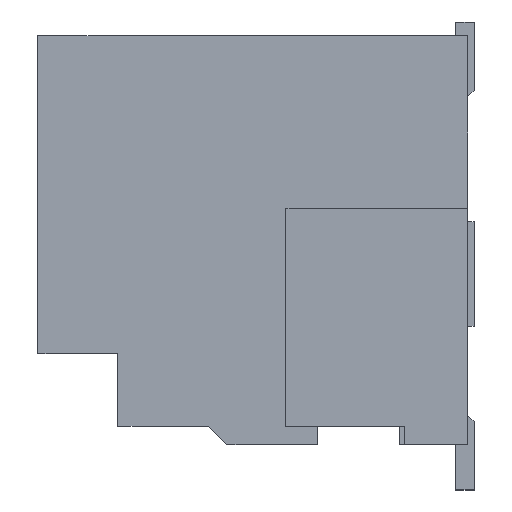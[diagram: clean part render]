
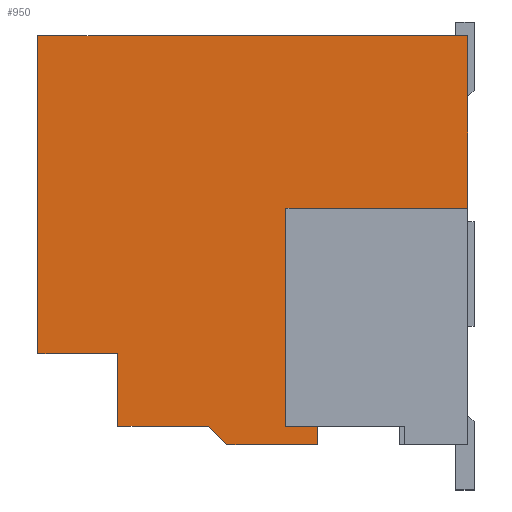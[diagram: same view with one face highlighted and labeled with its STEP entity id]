
A CAD part, left-side view. The second image highlights one B-rep face of the part: STEP entity #950.
In plain terms, the highlighted planar face has unit normal (-1, 0, 0).
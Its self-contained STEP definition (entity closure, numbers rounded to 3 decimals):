
#33 = EDGE_CURVE ( 'NONE', #34, #35, #2109, .T. ) ;
#34 = VERTEX_POINT ( 'NONE', #2105 ) ;
#35 = VERTEX_POINT ( 'NONE', #2104 ) ;
#133 = EDGE_CURVE ( 'NONE', #178, #134, #2321, .T. ) ;
#134 = VERTEX_POINT ( 'NONE', #2317 ) ;
#156 = VERTEX_POINT ( 'NONE', #2345 ) ;
#164 = EDGE_CURVE ( 'NONE', #156, #34, #2335, .T. ) ;
#178 = VERTEX_POINT ( 'NONE', #2372 ) ;
#231 = VERTEX_POINT ( 'NONE', #2425 ) ;
#237 = VERTEX_POINT ( 'NONE', #2483 ) ;
#239 = EDGE_CURVE ( 'NONE', #237, #231, #2482, .T. ) ;
#266 = VERTEX_POINT ( 'NONE', #2498 ) ;
#268 = EDGE_CURVE ( 'NONE', #266, #35, #2497, .T. ) ;
#273 = EDGE_CURVE ( 'NONE', #274, #134, #2552, .T. ) ;
#274 = VERTEX_POINT ( 'NONE', #2548 ) ;
#622 = VERTEX_POINT ( 'NONE', #3073 ) ;
#624 = EDGE_CURVE ( 'NONE', #622, #178, #3072, .T. ) ;
#656 = VERTEX_POINT ( 'NONE', #3147 ) ;
#658 = EDGE_CURVE ( 'NONE', #656, #622, #3146, .T. ) ;
#911 = EDGE_CURVE ( 'NONE', #266, #274, #3533, .T. ) ;
#916 = EDGE_CURVE ( 'NONE', #156, #237, #3529, .T. ) ;
#950 = ADVANCED_FACE ( 'NONE', ( #3615 ), #3614, .T. ) ;
#951 = EDGE_LOOP ( 'NONE', ( #952, #1012, #1013, #1014, #1015, #1016, #1017, #1018, #1019, #1020, #998, #1000 ) ) ;
#952 = ORIENTED_EDGE ( 'NONE', *, *, #916, .F. ) ;
#998 = ORIENTED_EDGE ( 'NONE', *, *, #999, .F. ) ;
#999 = EDGE_CURVE ( 'NONE', #231, #1022, #3664, .T. ) ;
#1000 = ORIENTED_EDGE ( 'NONE', *, *, #239, .F. ) ;
#1012 = ORIENTED_EDGE ( 'NONE', *, *, #164, .T. ) ;
#1013 = ORIENTED_EDGE ( 'NONE', *, *, #33, .T. ) ;
#1014 = ORIENTED_EDGE ( 'NONE', *, *, #268, .F. ) ;
#1015 = ORIENTED_EDGE ( 'NONE', *, *, #911, .T. ) ;
#1016 = ORIENTED_EDGE ( 'NONE', *, *, #273, .T. ) ;
#1017 = ORIENTED_EDGE ( 'NONE', *, *, #133, .F. ) ;
#1018 = ORIENTED_EDGE ( 'NONE', *, *, #624, .F. ) ;
#1019 = ORIENTED_EDGE ( 'NONE', *, *, #658, .F. ) ;
#1020 = ORIENTED_EDGE ( 'NONE', *, *, #1021, .F. ) ;
#1021 = EDGE_CURVE ( 'NONE', #1022, #656, #3704, .T. ) ;
#1022 = VERTEX_POINT ( 'NONE', #3700 ) ;
#2104 = CARTESIAN_POINT ( 'NONE',  ( -1.325, 1.65, 1.675 ) ) ;
#2105 = CARTESIAN_POINT ( 'NONE',  ( -1.325, 2.65, 1.675 ) ) ;
#2106 = DIRECTION ( 'NONE',  ( 0., -1., 0. ) ) ;
#2107 = VECTOR ( 'NONE', #2106, 1000. ) ;
#2108 = CARTESIAN_POINT ( 'NONE',  ( -1.325, -2.749, 1.675 ) ) ;
#2109 = LINE ( 'NONE', #2108, #2107 ) ;
#2317 = CARTESIAN_POINT ( 'NONE',  ( -1.325, 2., 4.275 ) ) ;
#2318 = DIRECTION ( 'NONE',  ( 0., 1., 0. ) ) ;
#2319 = VECTOR ( 'NONE', #2318, 1000. ) ;
#2320 = CARTESIAN_POINT ( 'NONE',  ( -1.325, 2.278, 4.275 ) ) ;
#2321 = LINE ( 'NONE', #2320, #2319 ) ;
#2332 = DIRECTION ( 'NONE',  ( 0., -0.707, -0.707 ) ) ;
#2333 = VECTOR ( 'NONE', #2332, 1000. ) ;
#2334 = CARTESIAN_POINT ( 'NONE',  ( -1.325, 3.575, 2.6 ) ) ;
#2335 = LINE ( 'NONE', #2334, #2333 ) ;
#2345 = CARTESIAN_POINT ( 'NONE',  ( -1.325, 2.85, 1.875 ) ) ;
#2372 = CARTESIAN_POINT ( 'NONE',  ( -1.325, 0., 4.275 ) ) ;
#2425 = CARTESIAN_POINT ( 'NONE',  ( -1.325, 3.85, 2.675 ) ) ;
#2479 = DIRECTION ( 'NONE',  ( 0., 0., 1. ) ) ;
#2480 = VECTOR ( 'NONE', #2479, 1000. ) ;
#2481 = CARTESIAN_POINT ( 'NONE',  ( -1.325, 3.85, 2.675 ) ) ;
#2482 = LINE ( 'NONE', #2481, #2480 ) ;
#2483 = CARTESIAN_POINT ( 'NONE',  ( -1.325, 3.85, 1.875 ) ) ;
#2494 = DIRECTION ( 'NONE',  ( 0., 0., -1. ) ) ;
#2495 = VECTOR ( 'NONE', #2494, 1000. ) ;
#2496 = CARTESIAN_POINT ( 'NONE',  ( -1.325, 1.65, 4.025 ) ) ;
#2497 = LINE ( 'NONE', #2496, #2495 ) ;
#2498 = CARTESIAN_POINT ( 'NONE',  ( -1.325, 1.65, 1.875 ) ) ;
#2548 = CARTESIAN_POINT ( 'NONE',  ( -1.325, 2., 1.875 ) ) ;
#2549 = DIRECTION ( 'NONE',  ( 0., 0., 1. ) ) ;
#2550 = VECTOR ( 'NONE', #2549, 1000. ) ;
#2551 = CARTESIAN_POINT ( 'NONE',  ( -1.325, 2., 9.244 ) ) ;
#2552 = LINE ( 'NONE', #2551, #2550 ) ;
#3069 = DIRECTION ( 'NONE',  ( 0., 0., -1. ) ) ;
#3070 = VECTOR ( 'NONE', #3069, 1000. ) ;
#3071 = CARTESIAN_POINT ( 'NONE',  ( -1.325, 0., 6.175 ) ) ;
#3072 = LINE ( 'NONE', #3071, #3070 ) ;
#3073 = CARTESIAN_POINT ( 'NONE',  ( -1.325, 0., 6.175 ) ) ;
#3143 = DIRECTION ( 'NONE',  ( 0., -1., 0. ) ) ;
#3144 = VECTOR ( 'NONE', #3143, 1000. ) ;
#3145 = CARTESIAN_POINT ( 'NONE',  ( -1.325, 0., 6.175 ) ) ;
#3146 = LINE ( 'NONE', #3145, #3144 ) ;
#3147 = CARTESIAN_POINT ( 'NONE',  ( -1.325, 4.73, 6.175 ) ) ;
#3526 = DIRECTION ( 'NONE',  ( 0., 1., 0. ) ) ;
#3527 = VECTOR ( 'NONE', #3526, 1000. ) ;
#3528 = CARTESIAN_POINT ( 'NONE',  ( -1.325, 3.85, 1.875 ) ) ;
#3529 = LINE ( 'NONE', #3528, #3527 ) ;
#3530 = DIRECTION ( 'NONE',  ( 0., 1., 0. ) ) ;
#3531 = VECTOR ( 'NONE', #3530, 1000. ) ;
#3532 = CARTESIAN_POINT ( 'NONE',  ( -1.325, 3.85, 1.875 ) ) ;
#3533 = LINE ( 'NONE', #3532, #3531 ) ;
#3610 = DIRECTION ( 'NONE',  ( 0., 0., 1. ) ) ;
#3611 = DIRECTION ( 'NONE',  ( -1., 0., 0. ) ) ;
#3612 = CARTESIAN_POINT ( 'NONE',  ( -1.325, 0., 6.175 ) ) ;
#3613 = AXIS2_PLACEMENT_3D ( 'NONE', #3612, #3611, #3610 ) ;
#3614 = PLANE ( 'NONE',  #3613 ) ;
#3615 = FACE_OUTER_BOUND ( 'NONE', #951, .T. ) ;
#3661 = DIRECTION ( 'NONE',  ( 0., 1., 0. ) ) ;
#3662 = VECTOR ( 'NONE', #3661, 1000. ) ;
#3663 = CARTESIAN_POINT ( 'NONE',  ( -1.325, 4.73, 2.675 ) ) ;
#3664 = LINE ( 'NONE', #3663, #3662 ) ;
#3700 = CARTESIAN_POINT ( 'NONE',  ( -1.325, 4.73, 2.675 ) ) ;
#3701 = DIRECTION ( 'NONE',  ( 0., 0., 1. ) ) ;
#3702 = VECTOR ( 'NONE', #3701, 1000. ) ;
#3703 = CARTESIAN_POINT ( 'NONE',  ( -1.325, 4.73, 6.175 ) ) ;
#3704 = LINE ( 'NONE', #3703, #3702 ) ;
